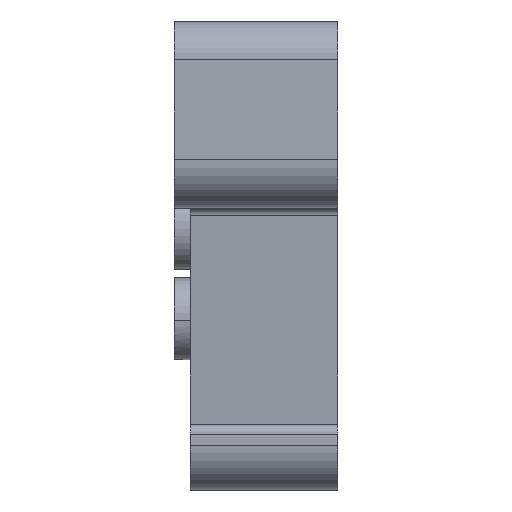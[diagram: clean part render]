
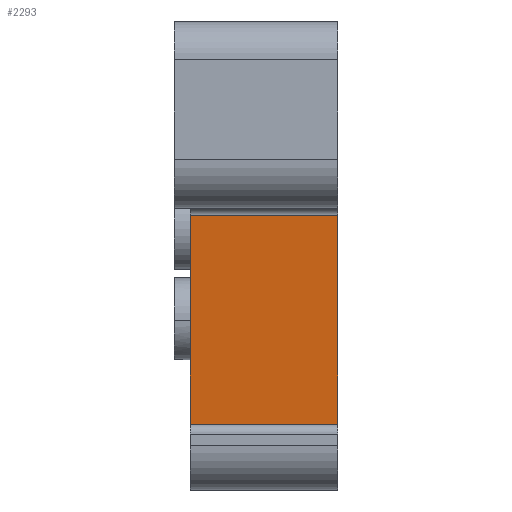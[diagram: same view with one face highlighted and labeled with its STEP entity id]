
A CAD part, front view. The second image highlights one B-rep face of the part: STEP entity #2293.
In plain terms, the highlighted planar face has unit normal (0, -0.996, -0.087).
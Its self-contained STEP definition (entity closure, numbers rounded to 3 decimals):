
#2280=AXIS2_PLACEMENT_3D('Plane Axis2P3D',#2277,#2278,#2279) ;
#591=CARTESIAN_POINT('Vertex',(1.,5.502,2.79)) ;
#594=CARTESIAN_POINT('Line Origine',(1.,4.892,9.769)) ;
#598=CARTESIAN_POINT('Vertex',(1.,4.281,16.749)) ;
#1055=CARTESIAN_POINT('Vertex',(10.,4.281,16.749)) ;
#1058=CARTESIAN_POINT('Line Origine',(10.,4.892,9.769)) ;
#1062=CARTESIAN_POINT('Vertex',(10.,5.502,2.79)) ;
#2258=CARTESIAN_POINT('Line Origine',(5.,4.281,16.749)) ;
#2277=CARTESIAN_POINT('Axis2P3D Location',(10.,5.502,2.79)) ;
#2282=CARTESIAN_POINT('Line Origine',(5.5,5.502,2.79)) ;
#595=DIRECTION('Vector Direction',(0.,-0.087,0.996)) ;
#1059=DIRECTION('Vector Direction',(0.,-0.087,0.996)) ;
#2259=DIRECTION('Vector Direction',(1.,0.,0.)) ;
#2278=DIRECTION('Axis2P3D Direction',(0.,-0.996,-0.087)) ;
#2279=DIRECTION('Axis2P3D XDirection',(0.,-0.087,0.996)) ;
#2283=DIRECTION('Vector Direction',(-1.,0.,0.)) ;
#596=VECTOR('Line Direction',#595,1.) ;
#1060=VECTOR('Line Direction',#1059,1.) ;
#2260=VECTOR('Line Direction',#2259,1.) ;
#2284=VECTOR('Line Direction',#2283,1.) ;
#2288=ORIENTED_EDGE('',*,*,#2286,.F.) ;
#2289=ORIENTED_EDGE('',*,*,#1064,.F.) ;
#2290=ORIENTED_EDGE('',*,*,#2262,.T.) ;
#2291=ORIENTED_EDGE('',*,*,#600,.F.) ;
#2293=ADVANCED_FACE('RASTFUSS',(#2292),#2281,.T.) ;
#600=EDGE_CURVE('',#592,#599,#597,.T.) ;
#1064=EDGE_CURVE('',#1056,#1063,#1061,.F.) ;
#2262=EDGE_CURVE('',#1056,#599,#2261,.F.) ;
#2286=EDGE_CURVE('',#1063,#592,#2285,.T.) ;
#2287=EDGE_LOOP('',(#2288,#2289,#2290,#2291)) ;
#2292=FACE_OUTER_BOUND('',#2287,.T.) ;
#597=LINE('Line',#594,#596) ;
#1061=LINE('Line',#1058,#1060) ;
#2261=LINE('Line',#2258,#2260) ;
#2285=LINE('Line',#2282,#2284) ;
#2281=PLANE('',#2280) ;
#592=VERTEX_POINT('',#591) ;
#599=VERTEX_POINT('',#598) ;
#1056=VERTEX_POINT('',#1055) ;
#1063=VERTEX_POINT('',#1062) ;
